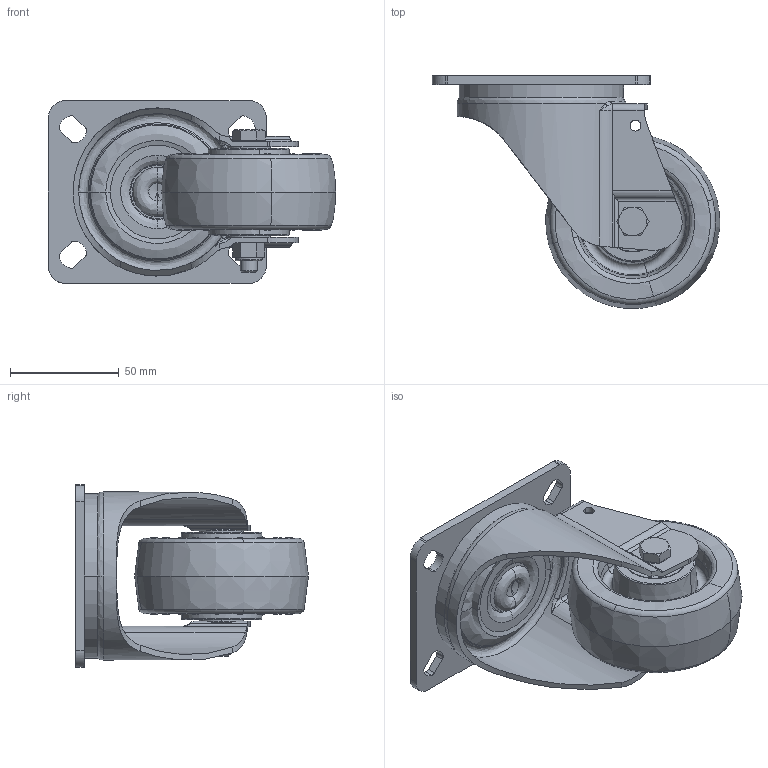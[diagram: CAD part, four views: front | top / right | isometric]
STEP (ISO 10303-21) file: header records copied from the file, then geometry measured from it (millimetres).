
FILE_DESCRIPTION (( 'STEP AP214' ), '1' );
FILE_NAME ('0029884_L-MV-EPUK-080-K-3_(A-02).step', '2019-10-11T09:02:14', ( '' ), ( '' ), 'SwSTEP 2.0', 'SolidWorks 2018', '' );
FILE_SCHEMA (( 'AUTOMOTIVE_DESIGN' ));
Length unit declared in the file: millimetre
Products named in the file (1): 0029884_L-MV-EPUK-080-K-3_(A-02)
Bounding box: 131.87 x 106.87 x 84 mm (x, y, z)
Volume: 230005.7 mm3; surface area: 122517 mm2
Topology: 22 solids, 22 shells, 750 faces, 1846 edges, 1148 vertices
Faces by surface type: cylinder 181, bspline 164, torus 164, plane 133, cone 108
Entity records: 39398 total; most frequent: CARTESIAN_POINT 14361, ORIENTED_EDGE 3680, DIRECTION 3298, EDGE_CURVE 1840, AXIS2_PLACEMENT_3D 1463, VERTEX_POINT 1148, CIRCLE 876, EDGE_LOOP 820
